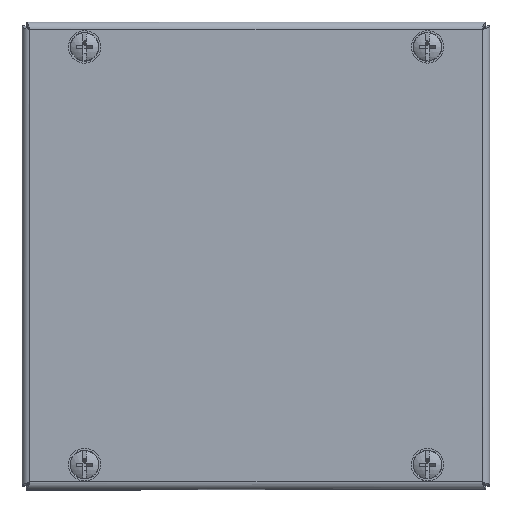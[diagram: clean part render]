
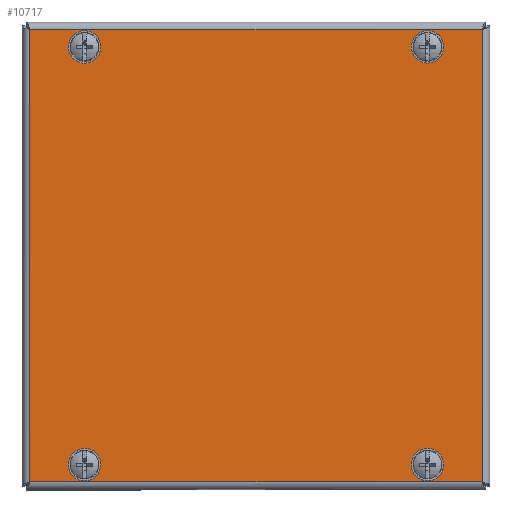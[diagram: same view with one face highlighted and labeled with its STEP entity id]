
A CAD part, top view. The second image highlights one B-rep face of the part: STEP entity #10717.
In plain terms, the highlighted face is planar.
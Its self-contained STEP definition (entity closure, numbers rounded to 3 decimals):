
#37 = VERTEX_POINT ( 'NONE', #6849 ) ;
#43 = DIRECTION ( 'NONE',  ( 1., 0., 0. ) ) ;
#65 = CARTESIAN_POINT ( 'NONE',  ( -72.5, -72.5, 0. ) ) ;
#170 = FACE_OUTER_BOUND ( 'NONE', #14057, .T. ) ;
#194 = DIRECTION ( 'NONE',  ( 1., 0., 0. ) ) ;
#197 = DIRECTION ( 'NONE',  ( 0., 0., -1. ) ) ;
#215 = CARTESIAN_POINT ( 'NONE',  ( -55., 67., 0. ) ) ;
#591 = DIRECTION ( 'NONE',  ( 1., 0., 0. ) ) ;
#649 = DIRECTION ( 'NONE',  ( 0., 0., 1. ) ) ;
#732 = CARTESIAN_POINT ( 'NONE',  ( -75., 75., 0. ) ) ;
#811 = VERTEX_POINT ( 'NONE', #13806 ) ;
#940 = PLANE ( 'NONE',  #992 ) ;
#992 = AXIS2_PLACEMENT_3D ( 'NONE', #732, #649, #591 ) ;
#1013 = DIRECTION ( 'NONE',  ( -1., 0., 0. ) ) ;
#1029 = DIRECTION ( 'NONE',  ( 0., 0., -1. ) ) ;
#1067 = CARTESIAN_POINT ( 'NONE',  ( -55., -67., 0. ) ) ;
#1167 = DIRECTION ( 'NONE',  ( 0., 1., 0. ) ) ;
#1356 = CARTESIAN_POINT ( 'NONE',  ( -73.743, 72.5, 0. ) ) ;
#2768 = AXIS2_PLACEMENT_3D ( 'NONE', #6430, #6410, #6407 ) ;
#3437 = VERTEX_POINT ( 'NONE', #65 ) ;
#4150 = CARTESIAN_POINT ( 'NONE',  ( 51., 67., 0. ) ) ;
#4186 = EDGE_LOOP ( 'NONE', ( #14254 ) ) ;
#4220 = CARTESIAN_POINT ( 'NONE',  ( -51., 67., 0. ) ) ;
#4257 = CARTESIAN_POINT ( 'NONE',  ( -59., -67., 0. ) ) ;
#4332 = CARTESIAN_POINT ( 'NONE',  ( 59., -67., 0. ) ) ;
#4757 = CARTESIAN_POINT ( 'NONE',  ( 73.743, -72.5, 0. ) ) ;
#4807 = ORIENTED_EDGE ( 'NONE', *, *, #14850, .F. ) ;
#4849 = CARTESIAN_POINT ( 'NONE',  ( -72.5, -73.743, 0. ) ) ;
#5462 = DIRECTION ( 'NONE',  ( -1., 0., 0. ) ) ;
#6407 = DIRECTION ( 'NONE',  ( 1., 0., 0. ) ) ;
#6410 = DIRECTION ( 'NONE',  ( 0., 0., -1. ) ) ;
#6430 = CARTESIAN_POINT ( 'NONE',  ( 55., -67., 0. ) ) ;
#6849 = CARTESIAN_POINT ( 'NONE',  ( 72.5, 72.5, 0. ) ) ;
#6904 = AXIS2_PLACEMENT_3D ( 'NONE', #1067, #1029, #1013 ) ;
#7015 = VERTEX_POINT ( 'NONE', #4150 ) ;
#7261 = VERTEX_POINT ( 'NONE', #4220 ) ;
#7276 = VERTEX_POINT ( 'NONE', #4257 ) ;
#7453 = VERTEX_POINT ( 'NONE', #4332 ) ;
#8073 = AXIS2_PLACEMENT_3D ( 'NONE', #13154, #13047, #12999 ) ;
#8173 = CIRCLE ( 'NONE', #2768, 4. ) ;
#8401 = AXIS2_PLACEMENT_3D ( 'NONE', #215, #197, #194 ) ;
#8603 = LINE ( 'NONE', #10358, #12781 ) ;
#8958 = EDGE_LOOP ( 'NONE', ( #14199 ) ) ;
#8965 = EDGE_LOOP ( 'NONE', ( #14369 ) ) ;
#9779 = CARTESIAN_POINT ( 'NONE',  ( -72.5, 72.5, 0. ) ) ;
#10226 = LINE ( 'NONE', #1356, #15866 ) ;
#10358 = CARTESIAN_POINT ( 'NONE',  ( 72.5, 73.743, 0. ) ) ;
#10416 = CIRCLE ( 'NONE', #8073, 4. ) ;
#10433 = CIRCLE ( 'NONE', #6904, 4. ) ;
#10717 = ADVANCED_FACE ( 'NONE', ( #14989, #14973, #14925, #14986, #170 ), #940, .F. ) ;
#12114 = DIRECTION ( 'NONE',  ( 0., -1., 0. ) ) ;
#12781 = VECTOR ( 'NONE', #12114, 1000. ) ;
#12999 = DIRECTION ( 'NONE',  ( -1., 0., 0. ) ) ;
#13047 = DIRECTION ( 'NONE',  ( 0., 0., -1. ) ) ;
#13154 = CARTESIAN_POINT ( 'NONE',  ( 55., 67., 0. ) ) ;
#13343 = EDGE_LOOP ( 'NONE', ( #4807 ) ) ;
#13507 = VERTEX_POINT ( 'NONE', #9779 ) ;
#13806 = CARTESIAN_POINT ( 'NONE',  ( 72.5, -72.5, 0. ) ) ;
#13979 = ORIENTED_EDGE ( 'NONE', *, *, #15406, .T. ) ;
#14057 = EDGE_LOOP ( 'NONE', ( #14147, #14107, #14060, #13979 ) ) ;
#14060 = ORIENTED_EDGE ( 'NONE', *, *, #15279, .T. ) ;
#14107 = ORIENTED_EDGE ( 'NONE', *, *, #15256, .T. ) ;
#14147 = ORIENTED_EDGE ( 'NONE', *, *, #15212, .T. ) ;
#14199 = ORIENTED_EDGE ( 'NONE', *, *, #15117, .F. ) ;
#14254 = ORIENTED_EDGE ( 'NONE', *, *, #14991, .F. ) ;
#14369 = ORIENTED_EDGE ( 'NONE', *, *, #14449, .F. ) ;
#14449 = EDGE_CURVE ( 'NONE', #7453, #7453, #8173, .T. ) ;
#14850 = EDGE_CURVE ( 'NONE', #7276, #7276, #10433, .T. ) ;
#14925 = FACE_BOUND ( 'NONE', #4186, .T. ) ;
#14973 = FACE_BOUND ( 'NONE', #13343, .T. ) ;
#14986 = FACE_BOUND ( 'NONE', #8958, .T. ) ;
#14989 = FACE_BOUND ( 'NONE', #8965, .T. ) ;
#14991 = EDGE_CURVE ( 'NONE', #7261, #7261, #15513, .T. ) ;
#15117 = EDGE_CURVE ( 'NONE', #7015, #7015, #10416, .T. ) ;
#15212 = EDGE_CURVE ( 'NONE', #811, #3437, #15387, .T. ) ;
#15256 = EDGE_CURVE ( 'NONE', #3437, #13507, #15359, .T. ) ;
#15279 = EDGE_CURVE ( 'NONE', #13507, #37, #10226, .T. ) ;
#15318 = VECTOR ( 'NONE', #1167, 1000. ) ;
#15340 = VECTOR ( 'NONE', #5462, 1000. ) ;
#15359 = LINE ( 'NONE', #4849, #15318 ) ;
#15387 = LINE ( 'NONE', #4757, #15340 ) ;
#15406 = EDGE_CURVE ( 'NONE', #37, #811, #8603, .T. ) ;
#15513 = CIRCLE ( 'NONE', #8401, 4. ) ;
#15866 = VECTOR ( 'NONE', #43, 1000. ) ;
